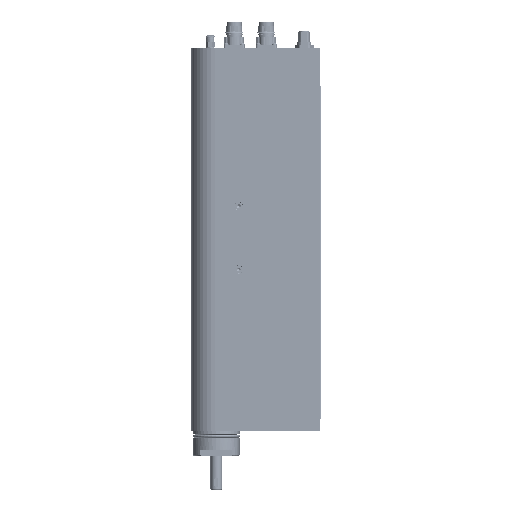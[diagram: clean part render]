
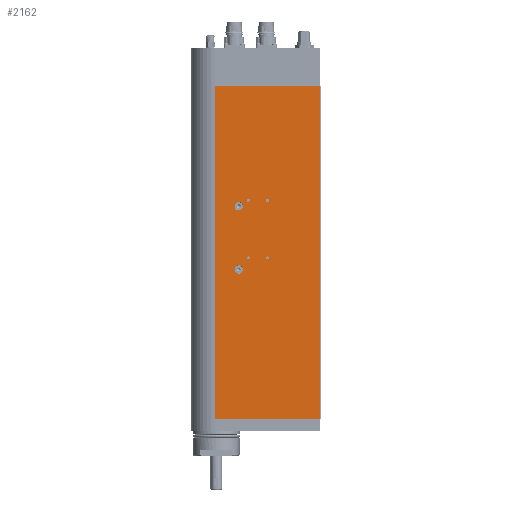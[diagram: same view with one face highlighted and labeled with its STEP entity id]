
A CAD part, front view. The second image highlights one B-rep face of the part: STEP entity #2162.
In plain terms, the highlighted planar face has unit normal (0, -1, 0).
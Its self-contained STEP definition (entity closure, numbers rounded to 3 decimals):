
#694 = VERTEX_POINT ( 'NONE', #27046 ) ;
#1665 = VECTOR ( 'NONE', #44548, 1000. ) ;
#2162 = ADVANCED_FACE ( 'NONE', ( #95103, #58885, #31351, #41269, #85802, #77036, #95693 ), #33056, .F. ) ;
#3072 = DIRECTION ( 'NONE',  ( 0., 0., -1. ) ) ;
#3751 = EDGE_CURVE ( 'NONE', #47719, #47719, #54473, .T. ) ;
#3778 = CARTESIAN_POINT ( 'NONE',  ( 12., -25., 166.35 ) ) ;
#4099 = DIRECTION ( 'NONE',  ( 0., -1., 0. ) ) ;
#5575 = EDGE_CURVE ( 'NONE', #694, #103374, #16778, .T. ) ;
#6194 = VERTEX_POINT ( 'NONE', #41886 ) ;
#10489 = VERTEX_POINT ( 'NONE', #31708 ) ;
#11020 = AXIS2_PLACEMENT_3D ( 'NONE', #43122, #43725, #78288 ) ;
#13209 = DIRECTION ( 'NONE',  ( 0., 0., 1. ) ) ;
#13689 = EDGE_LOOP ( 'NONE', ( #61104, #104044, #50981, #115796 ) ) ;
#15002 = CARTESIAN_POINT ( 'NONE',  ( -18., -25., 151.6 ) ) ;
#15248 = VECTOR ( 'NONE', #69803, 1000. ) ;
#15432 = VECTOR ( 'NONE', #63220, 1000. ) ;
#16441 = LINE ( 'NONE', #43958, #1665 ) ;
#16778 = LINE ( 'NONE', #89091, #15248 ) ;
#21651 = DIRECTION ( 'NONE',  ( 0., 0., -1. ) ) ;
#23087 = CARTESIAN_POINT ( 'NONE',  ( -18., -25., 156. ) ) ;
#23827 = CIRCLE ( 'NONE', #53827, 1.65 ) ;
#25498 = VERTEX_POINT ( 'NONE', #15002 ) ;
#27046 = CARTESIAN_POINT ( 'NONE',  ( -42.5, -25., 0. ) ) ;
#31251 = EDGE_LOOP ( 'NONE', ( #62515 ) ) ;
#31326 = DIRECTION ( 'NONE',  ( 0., -1., 0. ) ) ;
#31351 = FACE_BOUND ( 'NONE', #77655, .T. ) ;
#31708 = CARTESIAN_POINT ( 'NONE',  ( 67., -25., 347. ) ) ;
#33056 = PLANE ( 'NONE',  #63544 ) ;
#34686 = DIRECTION ( 'NONE',  ( 0., 0., -1. ) ) ;
#35849 = CIRCLE ( 'NONE', #101284, 4.4 ) ;
#36227 = LINE ( 'NONE', #109381, #15432 ) ;
#37306 = EDGE_CURVE ( 'NONE', #42519, #42519, #70879, .T. ) ;
#37323 = EDGE_CURVE ( 'NONE', #25498, #25498, #71972, .T. ) ;
#39635 = ORIENTED_EDGE ( 'NONE', *, *, #72027, .F. ) ;
#41269 = FACE_BOUND ( 'NONE', #80070, .T. ) ;
#41886 = CARTESIAN_POINT ( 'NONE',  ( -8., -25., 226.35 ) ) ;
#42519 = VERTEX_POINT ( 'NONE', #113927 ) ;
#43122 = CARTESIAN_POINT ( 'NONE',  ( -8., -25., 168. ) ) ;
#43359 = VERTEX_POINT ( 'NONE', #114757 ) ;
#43725 = DIRECTION ( 'NONE',  ( 0., -1., 0. ) ) ;
#43958 = CARTESIAN_POINT ( 'NONE',  ( -42.5, -25., 347. ) ) ;
#44548 = DIRECTION ( 'NONE',  ( 0., 0., -1. ) ) ;
#47719 = VERTEX_POINT ( 'NONE', #3778 ) ;
#49727 = CARTESIAN_POINT ( 'NONE',  ( 67., -25., 0. ) ) ;
#50332 = CARTESIAN_POINT ( 'NONE',  ( -18., -25., 222. ) ) ;
#50981 = ORIENTED_EDGE ( 'NONE', *, *, #85009, .F. ) ;
#51146 = ORIENTED_EDGE ( 'NONE', *, *, #37306, .F. ) ;
#53827 = AXIS2_PLACEMENT_3D ( 'NONE', #55233, #64600, #3072 ) ;
#54178 = DIRECTION ( 'NONE',  ( 1., 0., 0. ) ) ;
#54473 = CIRCLE ( 'NONE', #71309, 1.65 ) ;
#55233 = CARTESIAN_POINT ( 'NONE',  ( -8., -25., 228. ) ) ;
#56725 = EDGE_CURVE ( 'NONE', #57978, #57978, #35849, .T. ) ;
#57978 = VERTEX_POINT ( 'NONE', #110087 ) ;
#58885 = FACE_BOUND ( 'NONE', #92008, .T. ) ;
#59181 = EDGE_CURVE ( 'NONE', #103374, #10489, #36227, .T. ) ;
#60037 = CARTESIAN_POINT ( 'NONE',  ( -67.5, -25., 347. ) ) ;
#60173 = ORIENTED_EDGE ( 'NONE', *, *, #3751, .F. ) ;
#61104 = ORIENTED_EDGE ( 'NONE', *, *, #5575, .T. ) ;
#62515 = ORIENTED_EDGE ( 'NONE', *, *, #56725, .F. ) ;
#62610 = CIRCLE ( 'NONE', #86874, 1.65 ) ;
#63003 = LINE ( 'NONE', #98675, #111749 ) ;
#63220 = DIRECTION ( 'NONE',  ( 0., 0., 1. ) ) ;
#63544 = AXIS2_PLACEMENT_3D ( 'NONE', #60037, #103918, #13209 ) ;
#64016 = DIRECTION ( 'NONE',  ( 0., 0., -1. ) ) ;
#64368 = ORIENTED_EDGE ( 'NONE', *, *, #37323, .F. ) ;
#64600 = DIRECTION ( 'NONE',  ( 0., -1., 0. ) ) ;
#69803 = DIRECTION ( 'NONE',  ( 1., 0., 0. ) ) ;
#70222 = VERTEX_POINT ( 'NONE', #95234 ) ;
#70879 = CIRCLE ( 'NONE', #11020, 1.65 ) ;
#71309 = AXIS2_PLACEMENT_3D ( 'NONE', #94990, #87994, #34686 ) ;
#71972 = CIRCLE ( 'NONE', #113016, 4.4 ) ;
#72027 = EDGE_CURVE ( 'NONE', #6194, #6194, #23827, .T. ) ;
#72788 = EDGE_LOOP ( 'NONE', ( #51146 ) ) ;
#77036 = FACE_BOUND ( 'NONE', #91710, .T. ) ;
#77655 = EDGE_LOOP ( 'NONE', ( #60173 ) ) ;
#78288 = DIRECTION ( 'NONE',  ( 0., 0., -1. ) ) ;
#80070 = EDGE_LOOP ( 'NONE', ( #110883 ) ) ;
#81583 = DIRECTION ( 'NONE',  ( 0., -1., 0. ) ) ;
#85009 = EDGE_CURVE ( 'NONE', #70222, #10489, #63003, .T. ) ;
#85802 = FACE_BOUND ( 'NONE', #31251, .T. ) ;
#86229 = EDGE_CURVE ( 'NONE', #70222, #694, #16441, .T. ) ;
#86874 = AXIS2_PLACEMENT_3D ( 'NONE', #100274, #81583, #64016 ) ;
#87994 = DIRECTION ( 'NONE',  ( 0., -1., 0. ) ) ;
#89091 = CARTESIAN_POINT ( 'NONE',  ( -67.5, -25., 0. ) ) ;
#91710 = EDGE_LOOP ( 'NONE', ( #64368 ) ) ;
#92008 = EDGE_LOOP ( 'NONE', ( #39635 ) ) ;
#93823 = EDGE_CURVE ( 'NONE', #43359, #43359, #62610, .T. ) ;
#94990 = CARTESIAN_POINT ( 'NONE',  ( 12., -25., 168. ) ) ;
#95103 = FACE_BOUND ( 'NONE', #72788, .T. ) ;
#95234 = CARTESIAN_POINT ( 'NONE',  ( -42.5, -25., 347. ) ) ;
#95693 = FACE_OUTER_BOUND ( 'NONE', #13689, .T. ) ;
#98675 = CARTESIAN_POINT ( 'NONE',  ( -67.5, -25., 347. ) ) ;
#100274 = CARTESIAN_POINT ( 'NONE',  ( 12., -25., 228. ) ) ;
#101037 = DIRECTION ( 'NONE',  ( 0., 0., -1. ) ) ;
#101284 = AXIS2_PLACEMENT_3D ( 'NONE', #50332, #4099, #21651 ) ;
#103374 = VERTEX_POINT ( 'NONE', #49727 ) ;
#103918 = DIRECTION ( 'NONE',  ( 0., 1., 0. ) ) ;
#104044 = ORIENTED_EDGE ( 'NONE', *, *, #59181, .T. ) ;
#109381 = CARTESIAN_POINT ( 'NONE',  ( 67., -25., 347. ) ) ;
#110087 = CARTESIAN_POINT ( 'NONE',  ( -18., -25., 217.6 ) ) ;
#110883 = ORIENTED_EDGE ( 'NONE', *, *, #93823, .F. ) ;
#111749 = VECTOR ( 'NONE', #54178, 1000. ) ;
#113016 = AXIS2_PLACEMENT_3D ( 'NONE', #23087, #31326, #101037 ) ;
#113927 = CARTESIAN_POINT ( 'NONE',  ( -8., -25., 166.35 ) ) ;
#114757 = CARTESIAN_POINT ( 'NONE',  ( 12., -25., 226.35 ) ) ;
#115796 = ORIENTED_EDGE ( 'NONE', *, *, #86229, .T. ) ;
